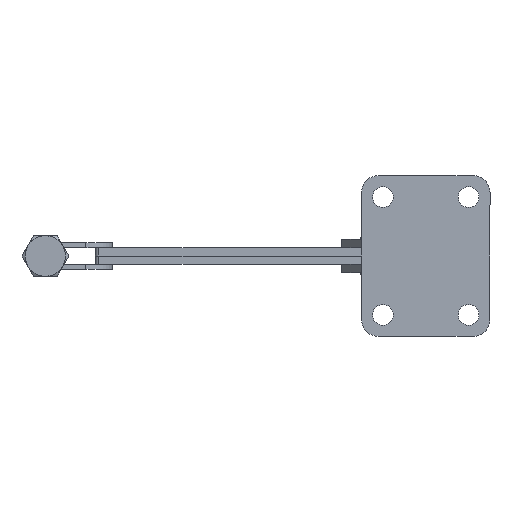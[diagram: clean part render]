
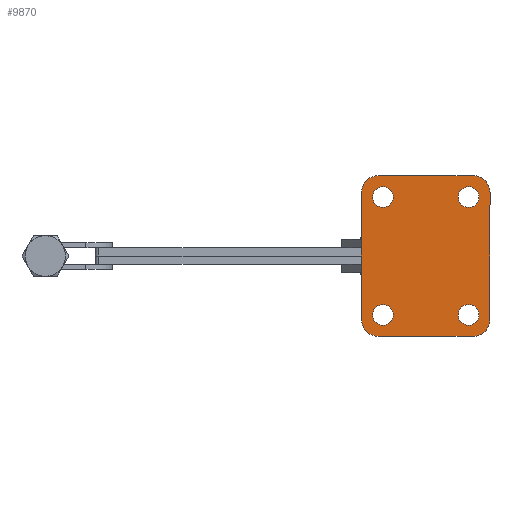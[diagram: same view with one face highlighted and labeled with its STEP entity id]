
A CAD part, front view. The second image highlights one B-rep face of the part: STEP entity #9870.
In plain terms, the highlighted planar face has unit normal (0, -1, 0).
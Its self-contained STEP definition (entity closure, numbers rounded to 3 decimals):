
#42 = ORIENTED_EDGE ( 'NONE', *, *, #6326, .T. ) ;
#45 = AXIS2_PLACEMENT_3D ( 'NONE', #9715, #11830, #11959 ) ;
#67 = LINE ( 'NONE', #7070, #4942 ) ;
#94 = DIRECTION ( 'NONE',  ( 0., 1., 0. ) ) ;
#151 = CARTESIAN_POINT ( 'NONE',  ( -6.55, -3., -39.9 ) ) ;
#226 = DIRECTION ( 'NONE',  ( 0., 1., 0. ) ) ;
#416 = CIRCLE ( 'NONE', #8788, 10. ) ;
#594 = VERTEX_POINT ( 'NONE', #733 ) ;
#657 = FACE_BOUND ( 'NONE', #13003, .T. ) ;
#660 = EDGE_LOOP ( 'NONE', ( #13182, #6918 ) ) ;
#733 = CARTESIAN_POINT ( 'NONE',  ( -6.55, -3., 29.9 ) ) ;
#1064 = EDGE_CURVE ( 'NONE', #2447, #8768, #12329, .T. ) ;
#1169 = CARTESIAN_POINT ( 'NONE',  ( -12.7, -3., 29.9 ) ) ;
#1289 = CARTESIAN_POINT ( 'NONE',  ( -10., -3., -52.6 ) ) ;
#1373 = CIRCLE ( 'NONE', #2540, 10. ) ;
#1378 = CARTESIAN_POINT ( 'NONE',  ( -10., -3., -42.6 ) ) ;
#1476 = VERTEX_POINT ( 'NONE', #7970 ) ;
#1614 = EDGE_CURVE ( 'NONE', #8332, #2049, #2488, .T. ) ;
#1616 = ORIENTED_EDGE ( 'NONE', *, *, #1064, .T. ) ;
#1833 = CARTESIAN_POINT ( 'NONE',  ( -12.7, -3., -39.9 ) ) ;
#1902 = EDGE_CURVE ( 'NONE', #7009, #10312, #1373, .T. ) ;
#1948 = EDGE_CURVE ( 'NONE', #10312, #4239, #67, .T. ) ;
#2049 = VERTEX_POINT ( 'NONE', #2483 ) ;
#2119 = CARTESIAN_POINT ( 'NONE',  ( -66.2, -3., 32.6 ) ) ;
#2129 = EDGE_CURVE ( 'NONE', #2049, #8332, #8333, .T. ) ;
#2154 = ORIENTED_EDGE ( 'NONE', *, *, #12187, .T. ) ;
#2292 = DIRECTION ( 'NONE',  ( 0., 1., 0. ) ) ;
#2393 = DIRECTION ( 'NONE',  ( 1., 0., 0. ) ) ;
#2447 = VERTEX_POINT ( 'NONE', #151 ) ;
#2450 = CARTESIAN_POINT ( 'NONE',  ( -66.2, -3., 42.6 ) ) ;
#2483 = CARTESIAN_POINT ( 'NONE',  ( -57.35, -3., 29.9 ) ) ;
#2488 = CIRCLE ( 'NONE', #45, 6.15 ) ;
#2505 = LINE ( 'NONE', #7990, #13291 ) ;
#2540 = AXIS2_PLACEMENT_3D ( 'NONE', #6929, #7861, #3346 ) ;
#2539 = AXIS2_PLACEMENT_3D ( 'NONE', #1378, #8647, #2393 ) ;
#2636 = EDGE_CURVE ( 'NONE', #594, #2773, #10470, .T. ) ;
#2773 = VERTEX_POINT ( 'NONE', #12443 ) ;
#2999 = EDGE_CURVE ( 'NONE', #1476, #5981, #4247, .T. ) ;
#3036 = CARTESIAN_POINT ( 'NONE',  ( -10., -3., 32.6 ) ) ;
#3223 = ORIENTED_EDGE ( 'NONE', *, *, #1902, .F. ) ;
#3224 = DIRECTION ( 'NONE',  ( 0., 1., 0. ) ) ;
#3346 = DIRECTION ( 'NONE',  ( 1., 0., 0. ) ) ;
#3370 = FACE_BOUND ( 'NONE', #660, .T. ) ;
#3403 = DIRECTION ( 'NONE',  ( 0., 0., 1. ) ) ;
#3785 = ORIENTED_EDGE ( 'NONE', *, *, #9376, .F. ) ;
#3853 = DIRECTION ( 'NONE',  ( -1., 0., 0. ) ) ;
#3880 = EDGE_CURVE ( 'NONE', #8474, #10128, #13446, .T. ) ;
#3897 = CIRCLE ( 'NONE', #2539, 10. ) ;
#4061 = EDGE_CURVE ( 'NONE', #2773, #594, #9506, .T. ) ;
#4114 = DIRECTION ( 'NONE',  ( 1., 0., 0. ) ) ;
#4239 = VERTEX_POINT ( 'NONE', #7646 ) ;
#4247 = LINE ( 'NONE', #2450, #12266 ) ;
#4507 = DIRECTION ( 'NONE',  ( 1., 0., 0. ) ) ;
#4529 = CARTESIAN_POINT ( 'NONE',  ( -18.85, -3., -39.9 ) ) ;
#4566 = CARTESIAN_POINT ( 'NONE',  ( -63.5, -3., -39.9 ) ) ;
#4580 = VERTEX_POINT ( 'NONE', #9487 ) ;
#4942 = VECTOR ( 'NONE', #3403, 1000. ) ;
#5046 = CARTESIAN_POINT ( 'NONE',  ( -10., -3., 42.6 ) ) ;
#5180 = EDGE_CURVE ( 'NONE', #4580, #6506, #6680, .T. ) ;
#5419 = CARTESIAN_POINT ( 'NONE',  ( -12.7, -3., 29.9 ) ) ;
#5490 = ORIENTED_EDGE ( 'NONE', *, *, #1614, .T. ) ;
#5587 = DIRECTION ( 'NONE',  ( 1., 0., 0. ) ) ;
#5722 = ORIENTED_EDGE ( 'NONE', *, *, #5180, .T. ) ;
#5802 = CIRCLE ( 'NONE', #8245, 6.15 ) ;
#5939 = AXIS2_PLACEMENT_3D ( 'NONE', #1169, #226, #10082 ) ;
#5976 = CIRCLE ( 'NONE', #6261, 10. ) ;
#5981 = VERTEX_POINT ( 'NONE', #5046 ) ;
#6021 = DIRECTION ( 'NONE',  ( 0., 0., -1. ) ) ;
#6051 = CARTESIAN_POINT ( 'NONE',  ( -63.5, -3., -39.9 ) ) ;
#6155 = FACE_BOUND ( 'NONE', #8063, .T. ) ;
#6254 = DIRECTION ( 'NONE',  ( 0., 1., 0. ) ) ;
#6261 = AXIS2_PLACEMENT_3D ( 'NONE', #3036, #10373, #4114 ) ;
#6326 = EDGE_CURVE ( 'NONE', #8768, #2447, #11750, .T. ) ;
#6366 = ORIENTED_EDGE ( 'NONE', *, *, #2999, .F. ) ;
#6506 = VERTEX_POINT ( 'NONE', #9920 ) ;
#6680 = CIRCLE ( 'NONE', #12395, 6.15 ) ;
#6879 = EDGE_CURVE ( 'NONE', #5981, #8474, #5976, .T. ) ;
#6918 = ORIENTED_EDGE ( 'NONE', *, *, #2636, .T. ) ;
#6929 = CARTESIAN_POINT ( 'NONE',  ( -66.2, -3., -42.6 ) ) ;
#7009 = VERTEX_POINT ( 'NONE', #9440 ) ;
#7070 = CARTESIAN_POINT ( 'NONE',  ( -76.2, -3., -42.6 ) ) ;
#7123 = DIRECTION ( 'NONE',  ( 1., 0., 0. ) ) ;
#7282 = DIRECTION ( 'NONE',  ( -1., 0., 0. ) ) ;
#7368 = DIRECTION ( 'NONE',  ( 1., 0., 0. ) ) ;
#7646 = CARTESIAN_POINT ( 'NONE',  ( -76.2, -3., 32.6 ) ) ;
#7861 = DIRECTION ( 'NONE',  ( 0., 1., 0. ) ) ;
#7895 = CARTESIAN_POINT ( 'NONE',  ( -69.65, -3., 29.9 ) ) ;
#7937 = EDGE_LOOP ( 'NONE', ( #5490, #8470 ) ) ;
#7970 = CARTESIAN_POINT ( 'NONE',  ( -66.2, -3., 42.6 ) ) ;
#7990 = CARTESIAN_POINT ( 'NONE',  ( -10., -3., -52.6 ) ) ;
#8063 = EDGE_LOOP ( 'NONE', ( #42, #1616 ) ) ;
#8245 = AXIS2_PLACEMENT_3D ( 'NONE', #6051, #13369, #7123 ) ;
#8332 = VERTEX_POINT ( 'NONE', #7895 ) ;
#8333 = CIRCLE ( 'NONE', #12809, 6.15 ) ;
#8347 = PLANE ( 'NONE',  #13222 ) ;
#8470 = ORIENTED_EDGE ( 'NONE', *, *, #2129, .T. ) ;
#8474 = VERTEX_POINT ( 'NONE', #13470 ) ;
#8503 = DIRECTION ( 'NONE',  ( -1., 0., 0. ) ) ;
#8613 = FACE_OUTER_BOUND ( 'NONE', #10903, .T. ) ;
#8647 = DIRECTION ( 'NONE',  ( 0., 1., 0. ) ) ;
#8766 = CARTESIAN_POINT ( 'NONE',  ( -12.7, -3., -39.9 ) ) ;
#8768 = VERTEX_POINT ( 'NONE', #4529 ) ;
#8788 = AXIS2_PLACEMENT_3D ( 'NONE', #9498, #3224, #10567 ) ;
#8807 = CARTESIAN_POINT ( 'NONE',  ( 0., -3., 32.6 ) ) ;
#8812 = DIRECTION ( 'NONE',  ( 1., 0., 0. ) ) ;
#9376 = EDGE_CURVE ( 'NONE', #10128, #11174, #3897, .T. ) ;
#9440 = CARTESIAN_POINT ( 'NONE',  ( -66.2, -3., -52.6 ) ) ;
#9452 = ORIENTED_EDGE ( 'NONE', *, *, #11672, .F. ) ;
#9487 = CARTESIAN_POINT ( 'NONE',  ( -57.35, -3., -39.9 ) ) ;
#9498 = CARTESIAN_POINT ( 'NONE',  ( -66.2, -3., 32.6 ) ) ;
#9506 = CIRCLE ( 'NONE', #9730, 6.15 ) ;
#9525 = CARTESIAN_POINT ( 'NONE',  ( -63.5, -3., 29.9 ) ) ;
#9693 = ORIENTED_EDGE ( 'NONE', *, *, #11420, .F. ) ;
#9715 = CARTESIAN_POINT ( 'NONE',  ( -63.5, -3., 29.9 ) ) ;
#9730 = AXIS2_PLACEMENT_3D ( 'NONE', #5419, #6254, #7282 ) ;
#9870 = ADVANCED_FACE ( 'NONE', ( #3370, #6155, #657, #11415, #8613 ), #8347, .F. ) ;
#9920 = CARTESIAN_POINT ( 'NONE',  ( -69.65, -3., -39.9 ) ) ;
#9933 = ORIENTED_EDGE ( 'NONE', *, *, #1948, .F. ) ;
#9962 = DIRECTION ( 'NONE',  ( 0., 1., 0. ) ) ;
#10082 = DIRECTION ( 'NONE',  ( -1., 0., 0. ) ) ;
#10128 = VERTEX_POINT ( 'NONE', #12986 ) ;
#10294 = AXIS2_PLACEMENT_3D ( 'NONE', #1833, #9962, #8812 ) ;
#10312 = VERTEX_POINT ( 'NONE', #11252 ) ;
#10373 = DIRECTION ( 'NONE',  ( 0., 1., 0. ) ) ;
#10470 = CIRCLE ( 'NONE', #5939, 6.15 ) ;
#10567 = DIRECTION ( 'NONE',  ( 1., 0., 0. ) ) ;
#10633 = DIRECTION ( 'NONE',  ( 0., 1., 0. ) ) ;
#10679 = VECTOR ( 'NONE', #6021, 1000. ) ;
#10687 = ORIENTED_EDGE ( 'NONE', *, *, #6879, .F. ) ;
#10903 = EDGE_LOOP ( 'NONE', ( #9452, #9933, #3223, #9693, #3785, #11411, #10687, #6366 ) ) ;
#11174 = VERTEX_POINT ( 'NONE', #1289 ) ;
#11252 = CARTESIAN_POINT ( 'NONE',  ( -76.2, -3., -42.6 ) ) ;
#11411 = ORIENTED_EDGE ( 'NONE', *, *, #3880, .F. ) ;
#11415 = FACE_BOUND ( 'NONE', #7937, .T. ) ;
#11420 = EDGE_CURVE ( 'NONE', #11174, #7009, #2505, .T. ) ;
#11672 = EDGE_CURVE ( 'NONE', #4239, #1476, #416, .T. ) ;
#11750 = CIRCLE ( 'NONE', #11968, 6.15 ) ;
#11830 = DIRECTION ( 'NONE',  ( 0., 1., 0. ) ) ;
#11880 = DIRECTION ( 'NONE',  ( 0., 1., 0. ) ) ;
#11959 = DIRECTION ( 'NONE',  ( -1., 0., 0. ) ) ;
#11968 = AXIS2_PLACEMENT_3D ( 'NONE', #8766, #2292, #12592 ) ;
#12187 = EDGE_CURVE ( 'NONE', #6506, #4580, #5802, .T. ) ;
#12266 = VECTOR ( 'NONE', #4507, 1000. ) ;
#12329 = CIRCLE ( 'NONE', #10294, 6.15 ) ;
#12395 = AXIS2_PLACEMENT_3D ( 'NONE', #4566, #11880, #5587 ) ;
#12443 = CARTESIAN_POINT ( 'NONE',  ( -18.85, -3., 29.9 ) ) ;
#12592 = DIRECTION ( 'NONE',  ( 1., 0., 0. ) ) ;
#12809 = AXIS2_PLACEMENT_3D ( 'NONE', #9525, #10633, #8503 ) ;
#12986 = CARTESIAN_POINT ( 'NONE',  ( 0., -3., -42.6 ) ) ;
#13003 = EDGE_LOOP ( 'NONE', ( #2154, #5722 ) ) ;
#13182 = ORIENTED_EDGE ( 'NONE', *, *, #4061, .T. ) ;
#13222 = AXIS2_PLACEMENT_3D ( 'NONE', #2119, #94, #7368 ) ;
#13291 = VECTOR ( 'NONE', #3853, 1000. ) ;
#13369 = DIRECTION ( 'NONE',  ( 0., 1., 0. ) ) ;
#13446 = LINE ( 'NONE', #8807, #10679 ) ;
#13470 = CARTESIAN_POINT ( 'NONE',  ( 0., -3., 32.6 ) ) ;
